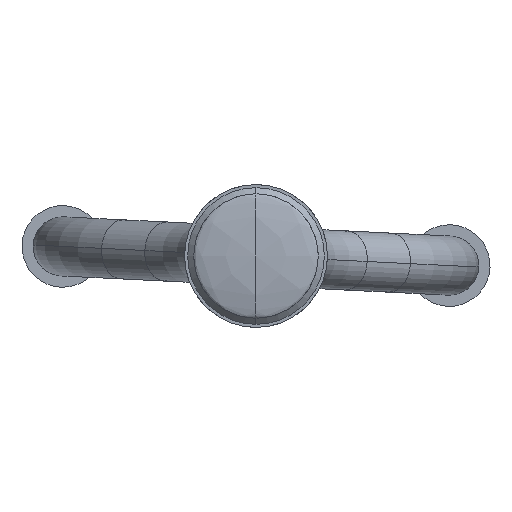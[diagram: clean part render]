
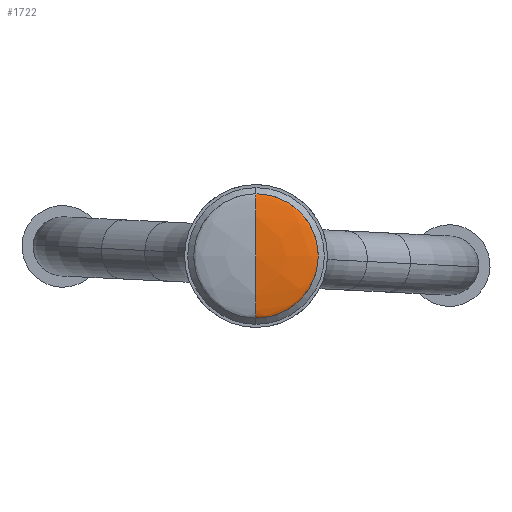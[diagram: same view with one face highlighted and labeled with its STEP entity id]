
A CAD part, left-side view. The second image highlights one B-rep face of the part: STEP entity #1722.
In plain terms, the highlighted free-form (B-spline) face has degree [3, 3] with [4, 4] control points.
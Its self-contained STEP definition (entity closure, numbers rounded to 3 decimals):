
#63 = CARTESIAN_POINT ( 'NONE',  ( -24.484, -6.1, 3.05 ) ) ;
#140 = CARTESIAN_POINT ( 'NONE',  ( -24.65, 0., 0. ) ) ;
#154 = CARTESIAN_POINT ( 'NONE',  ( -24.65, -3.573, -1.787 ) ) ;
#175 = CARTESIAN_POINT ( 'NONE',  ( -24.25, -6.1, -3.05 ) ) ;
#199 =( BOUNDED_CURVE ( )  B_SPLINE_CURVE ( 3, ( #455, #845, #307, #1399 ),
 .UNSPECIFIED., .F., .T. ) 
 B_SPLINE_CURVE_WITH_KNOTS ( ( 4, 4 ),
 ( 4.712, 6.283 ),
 .UNSPECIFIED. ) 
 CURVE ( )  GEOMETRIC_REPRESENTATION_ITEM ( )  RATIONAL_B_SPLINE_CURVE ( ( 1., 0.805, 0.805, 1. ) ) 
 REPRESENTATION_ITEM ( '' )  );
#274 = CARTESIAN_POINT ( 'NONE',  ( -24.65, 0., -1.787 ) ) ;
#291 = CARTESIAN_POINT ( 'NONE',  ( -24.65, -3.573, 1.787 ) ) ;
#307 = CARTESIAN_POINT ( 'NONE',  ( -24.484, 0., 3.05 ) ) ;
#401 = VERTEX_POINT ( 'NONE', #1651 ) ;
#402 = ORIENTED_EDGE ( 'NONE', *, *, #1737, .T. ) ;
#454 = DIRECTION ( 'NONE',  ( 0., 0., 1. ) ) ;
#455 = CARTESIAN_POINT ( 'NONE',  ( -24.65, 0., 0. ) ) ;
#459 = CARTESIAN_POINT ( 'NONE',  ( -24.25, 0., -3.05 ) ) ;
#525 = CIRCLE ( 'NONE', #1529, 3.05 ) ;
#629 = ORIENTED_EDGE ( 'NONE', *, *, #638, .F. ) ;
#638 = EDGE_CURVE ( 'NONE', #401, #1563, #199, .T. ) ;
#643 = CARTESIAN_POINT ( 'NONE',  ( -24.65, 0., -1.787 ) ) ;
#656 = CARTESIAN_POINT ( 'NONE',  ( -24.65, 0., 0. ) ) ;
#690 = CARTESIAN_POINT ( 'NONE',  ( -24.65, 0., 0. ) ) ;
#736 = CARTESIAN_POINT ( 'NONE',  ( -24.484, -6.1, -3.05 ) ) ;
#824 = FACE_OUTER_BOUND ( 'NONE', #1002, .T. ) ;
#845 = CARTESIAN_POINT ( 'NONE',  ( -24.65, 0., 1.787 ) ) ;
#919 = CARTESIAN_POINT ( 'NONE',  ( -24.484, 0., -3.05 ) ) ;
#1002 = EDGE_LOOP ( 'NONE', ( #629, #1240, #402 ) ) ;
#1058 = CARTESIAN_POINT ( 'NONE',  ( -24.25, 0., -3.05 ) ) ;
#1068 =( BOUNDED_SURFACE ( )  B_SPLINE_SURFACE ( 3, 3, ( 
 ( #1495, #140, #690, #1629 ),
 ( #274, #154, #291, #1383 ),
 ( #1484, #736, #63, #1657 ),
 ( #1517, #175, #1121, #1127 ) ),
 .UNSPECIFIED., .F., .F., .F. ) 
 B_SPLINE_SURFACE_WITH_KNOTS ( ( 4, 4 ),
 ( 4, 4 ),
 ( 0., 1. ),
 ( 0., 1. ),
 .UNSPECIFIED. ) 
 GEOMETRIC_REPRESENTATION_ITEM ( )  RATIONAL_B_SPLINE_SURFACE ( (
 ( 1., 0.333, 0.333, 1.),
 ( 0.805, 0.268, 0.268, 0.805),
 ( 0.805, 0.268, 0.268, 0.805),
 ( 1., 0.333, 0.333, 1.) ) ) 
 REPRESENTATION_ITEM ( '' )  SURFACE ( )  );
#1121 = CARTESIAN_POINT ( 'NONE',  ( -24.25, -6.1, 3.05 ) ) ;
#1127 = CARTESIAN_POINT ( 'NONE',  ( -24.25, 0., 3.05 ) ) ;
#1172 = VERTEX_POINT ( 'NONE', #459 ) ;
#1240 = ORIENTED_EDGE ( 'NONE', *, *, #1524, .T. ) ;
#1260 = CARTESIAN_POINT ( 'NONE',  ( -24.25, 0., 0. ) ) ;
#1269 = DIRECTION ( 'NONE',  ( -1., 0., 0. ) ) ;
#1327 =( BOUNDED_CURVE ( )  B_SPLINE_CURVE ( 3, ( #656, #643, #919, #1058 ),
 .UNSPECIFIED., .F., .F. ) 
 B_SPLINE_CURVE_WITH_KNOTS ( ( 4, 4 ),
 ( 4.712, 6.283 ),
 .UNSPECIFIED. ) 
 CURVE ( )  GEOMETRIC_REPRESENTATION_ITEM ( )  RATIONAL_B_SPLINE_CURVE ( ( 1., 0.805, 0.805, 1. ) ) 
 REPRESENTATION_ITEM ( '' )  );
#1383 = CARTESIAN_POINT ( 'NONE',  ( -24.65, 0., 1.787 ) ) ;
#1399 = CARTESIAN_POINT ( 'NONE',  ( -24.25, 0., 3.05 ) ) ;
#1484 = CARTESIAN_POINT ( 'NONE',  ( -24.484, 0., -3.05 ) ) ;
#1495 = CARTESIAN_POINT ( 'NONE',  ( -24.65, 0., 0. ) ) ;
#1517 = CARTESIAN_POINT ( 'NONE',  ( -24.25, 0., -3.05 ) ) ;
#1524 = EDGE_CURVE ( 'NONE', #401, #1172, #1327, .T. ) ;
#1529 = AXIS2_PLACEMENT_3D ( 'NONE', #1260, #1269, #454 ) ;
#1563 = VERTEX_POINT ( 'NONE', #1714 ) ;
#1629 = CARTESIAN_POINT ( 'NONE',  ( -24.65, 0., 0. ) ) ;
#1651 = CARTESIAN_POINT ( 'NONE',  ( -24.65, 0., 0. ) ) ;
#1657 = CARTESIAN_POINT ( 'NONE',  ( -24.484, 0., 3.05 ) ) ;
#1714 = CARTESIAN_POINT ( 'NONE',  ( -24.25, 0., 3.05 ) ) ;
#1722 = ADVANCED_FACE ( 'NONE', ( #824 ), #1068, .T. ) ;
#1737 = EDGE_CURVE ( 'NONE', #1172, #1563, #525, .T. ) ;
